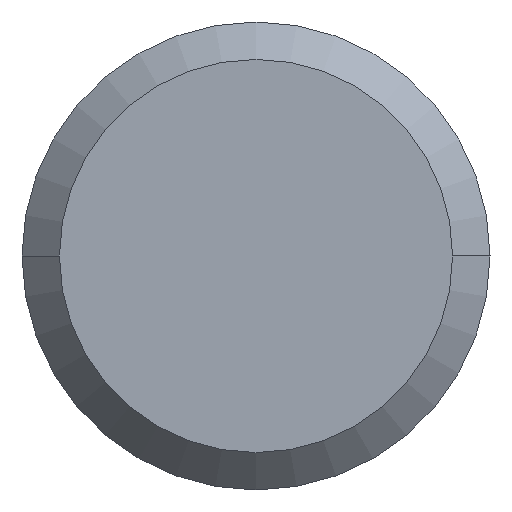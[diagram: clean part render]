
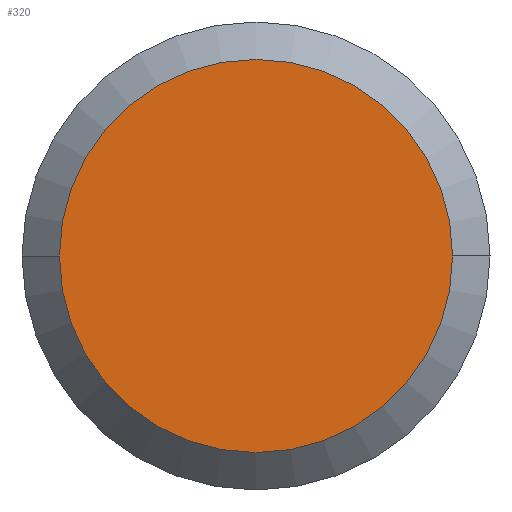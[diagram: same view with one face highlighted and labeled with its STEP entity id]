
A CAD part, left-side view. The second image highlights one B-rep face of the part: STEP entity #320.
In plain terms, the highlighted planar face has unit normal (-1, 0, 0).
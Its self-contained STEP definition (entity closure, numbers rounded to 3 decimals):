
#11 = DIRECTION ( 'NONE',  ( 0., 1., 0. ) ) ;
#21 = ORIENTED_EDGE ( 'NONE', *, *, #126, .F. ) ;
#35 = CIRCLE ( 'NONE', #94, 4. ) ;
#45 = CARTESIAN_POINT ( 'NONE',  ( 0., 0., 0. ) ) ;
#51 = DIRECTION ( 'NONE',  ( -1., 0., 0. ) ) ;
#94 = AXIS2_PLACEMENT_3D ( 'NONE', #45, #410, #11 ) ;
#106 = PLANE ( 'NONE',  #129 ) ;
#126 = EDGE_CURVE ( 'NONE', #537, #559, #35, .T. ) ;
#129 = AXIS2_PLACEMENT_3D ( 'NONE', #204, #51, #318 ) ;
#146 = EDGE_CURVE ( 'NONE', #559, #537, #382, .T. ) ;
#192 = CARTESIAN_POINT ( 'NONE',  ( 0., 0., 0. ) ) ;
#204 = CARTESIAN_POINT ( 'NONE',  ( 0., 0., 0. ) ) ;
#318 = DIRECTION ( 'NONE',  ( 0., -1., 0. ) ) ;
#320 = ADVANCED_FACE ( 'NONE', ( #388 ), #106, .T. ) ;
#322 = DIRECTION ( 'NONE',  ( 1., 0., 0. ) ) ;
#331 = CARTESIAN_POINT ( 'NONE',  ( 0., 4., 0. ) ) ;
#382 = CIRCLE ( 'NONE', #536, 4. ) ;
#388 = FACE_OUTER_BOUND ( 'NONE', #445, .T. ) ;
#410 = DIRECTION ( 'NONE',  ( 1., 0., 0. ) ) ;
#445 = EDGE_LOOP ( 'NONE', ( #492, #21 ) ) ;
#451 = DIRECTION ( 'NONE',  ( 0., 1., 0. ) ) ;
#492 = ORIENTED_EDGE ( 'NONE', *, *, #146, .F. ) ;
#536 = AXIS2_PLACEMENT_3D ( 'NONE', #192, #322, #451 ) ;
#537 = VERTEX_POINT ( 'NONE', #569 ) ;
#559 = VERTEX_POINT ( 'NONE', #331 ) ;
#569 = CARTESIAN_POINT ( 'NONE',  ( 0., -4., 0. ) ) ;
